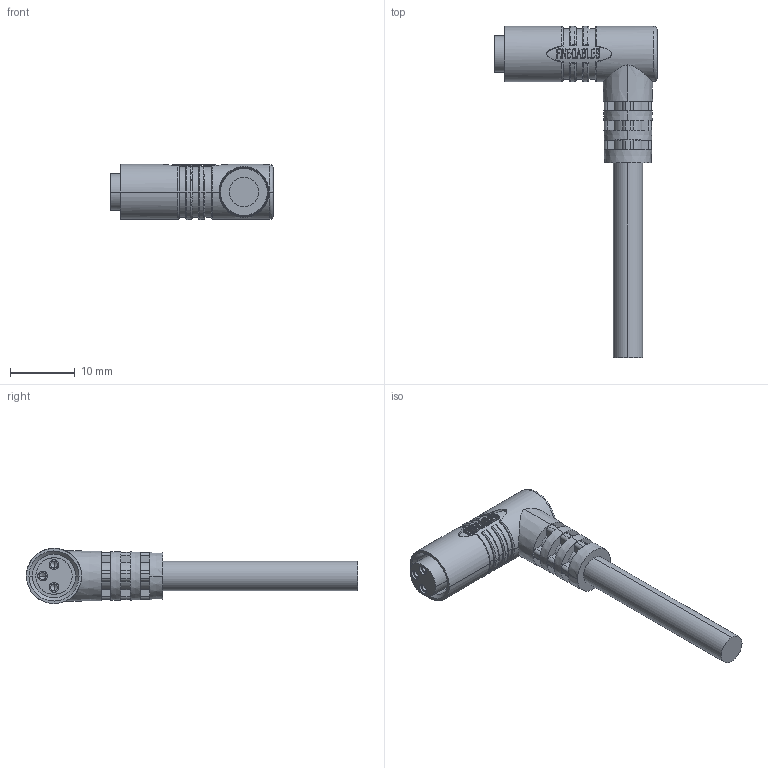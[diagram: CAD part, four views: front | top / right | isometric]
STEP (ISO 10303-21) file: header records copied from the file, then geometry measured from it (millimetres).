
FILE_DESCRIPTION (( 'STEP AP203' ), '1' );
FILE_NAME ('36.STEP', '2020-03-30T07:48:51', ( 'edpusr' ), ( 'Microsoft' ), 'SwSTEP 2.0', 'SolidWorks 2015', '' );
FILE_SCHEMA (( 'CONFIG_CONTROL_DESIGN' ));
Length unit declared in the file: millimetre
Products named in the file (1): 36
Bounding box: 25 x 51 x 8.5 mm (x, y, z)
Surface area: 1843.2 mm2 (no closed solid volume)
Topology: 0 solids, 2 shells, 413 faces, 1145 edges, 756 vertices
Faces by surface type: bspline 219, cylinder 96, plane 82, cone 16
Entity records: 28429 total; most frequent: CARTESIAN_POINT 19799, ORIENTED_EDGE 2276, EDGE_CURVE 1139, DIRECTION 904, VERTEX_POINT 756, B_SPLINE_CURVE_WITH_KNOTS 644, EDGE_LOOP 440, VECTOR 430
